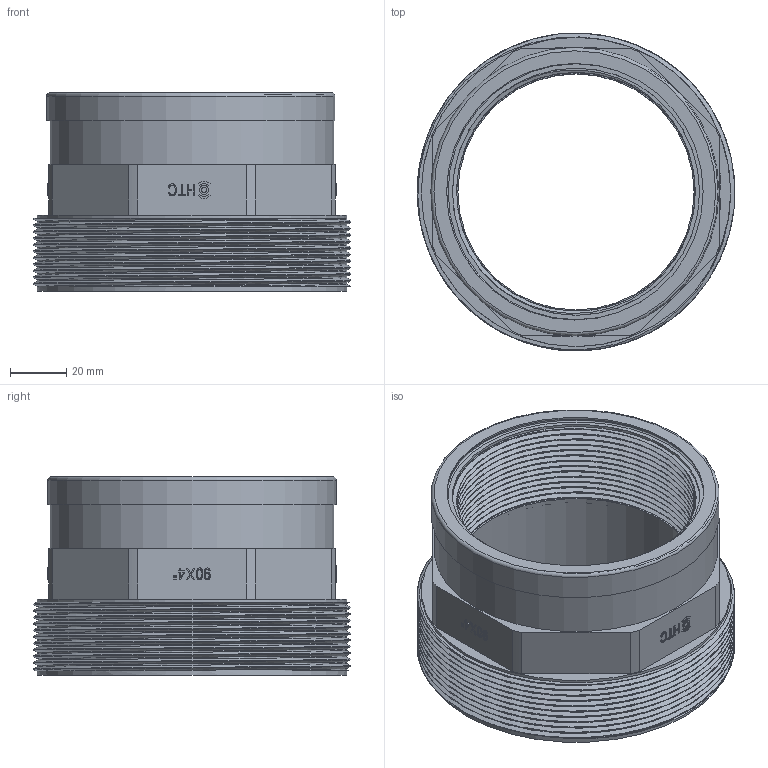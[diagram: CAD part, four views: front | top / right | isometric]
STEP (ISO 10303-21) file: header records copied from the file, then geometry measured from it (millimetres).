
FILE_DESCRIPTION(/* description */ (''),/* implementation_level */ '2;1');
FILE_NAME(/* name */ 'AFX600.SIG.090.step',/* time_stamp */ '2026-01-07T09:27:24+01:00',/* author */ (''),/* organization */ (''),/* preprocessor_version */ 'ST-DEVELOPER v20.1',/* originating_system */ 'Autodesk Translation Framework v14.21.0.0',/* authorisation */ '');
FILE_SCHEMA (('AUTOMOTIVE_DESIGN { 1 0 10303 214 3 1 1 }'));
Length unit declared in the file: millimetre
Products named in the file (1): 2026-01-07-08-17-11-675
Bounding box: 113.03 x 113.03 x 70.49 mm (x, y, z)
Volume: 213008.9 mm3; surface area: 75945.9 mm2
Topology: 2 solids, 2 shells, 276 faces, 709 edges, 472 vertices
Faces by surface type: plane 155, cylinder 73, bspline 45, torus 3
Full cylindrical faces by diameter (mm): 1.8 x1, 3.2 x1, 84 x1, 84.926 x12, 87.884 x13, 91.262 x1, 92 x1, 93.6 x1, 101 x1, 101.368 x1, 102.494 x1, 105 x1, 110.072 x11, 113.03 x10
Entity records: 22821 total; most frequent: CARTESIAN_POINT 16479, ORIENTED_EDGE 1418, DIRECTION 1048, EDGE_CURVE 709, VERTEX_POINT 472, LINE 452, VECTOR 452, EDGE_LOOP 315
